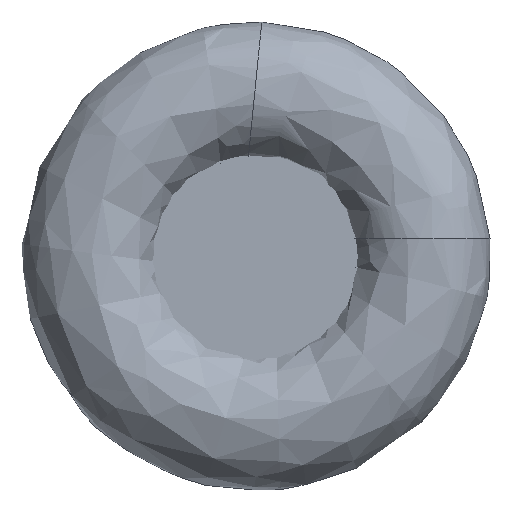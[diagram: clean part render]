
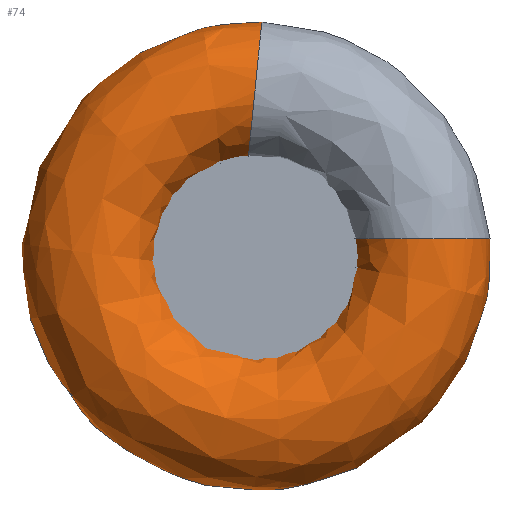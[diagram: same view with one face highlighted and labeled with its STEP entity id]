
A CAD part, left-side view. The second image highlights one B-rep face of the part: STEP entity #74.
In plain terms, the highlighted free-form (B-spline) face has degree [3, 3] with [7, 7] control points.
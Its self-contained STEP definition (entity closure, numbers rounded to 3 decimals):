
#74=ADVANCED_FACE('',(#96,#97),#94,.F.);
#94=(
BOUNDED_SURFACE()
B_SPLINE_SURFACE(3,3,((#382,#383,#384,#385,#386,#387,#388),(#389,#390,#391,
#392,#393,#394,#395),(#396,#397,#398,#399,#400,#401,#402),(#403,#404,#405,
#406,#407,#408,#409),(#410,#411,#412,#413,#414,#415,#416),(#417,#418,#419,
#420,#421,#422,#423),(#424,#425,#426,#427,#428,#429,#430)),
 .UNSPECIFIED.,.T.,.F.,.F.)
B_SPLINE_SURFACE_WITH_KNOTS((1,3,3,3,1),(4,3,4),(-0.5,0.,0.5,1.,1.5),(0.,
0.5,1.),.UNSPECIFIED.)
GEOMETRIC_REPRESENTATION_ITEM()
RATIONAL_B_SPLINE_SURFACE(((1.,0.573,0.573,1.,0.573,
0.573,1.),(0.333,0.191,0.191,
0.333,0.191,0.191,0.333),
(0.333,0.191,0.191,0.333,
0.191,0.191,0.333),(1.,0.573,
0.573,1.,0.573,0.573,1.),(0.333,
0.191,0.191,0.333,0.191,
0.191,0.333),(0.333,0.191,
0.191,0.333,0.191,0.191,
0.333),(1.,0.573,0.573,1.,0.573,
0.573,1.)))
REPRESENTATION_ITEM('')
SURFACE()
);
#96=FACE_BOUND('',#132,.T.);
#97=FACE_BOUND('',#133,.T.);
#132=EDGE_LOOP('',(#170));
#133=EDGE_LOOP('',(#171));
#170=ORIENTED_EDGE('',*,*,#227,.F.);
#171=ORIENTED_EDGE('',*,*,#228,.F.);
#208=VERTEX_POINT('',#379);
#209=VERTEX_POINT('',#381);
#227=EDGE_CURVE('',#208,#208,#246,.T.);
#228=EDGE_CURVE('',#209,#209,#247,.T.);
#246=CIRCLE('',#266,6.);
#247=CIRCLE('',#267,6.);
#266=AXIS2_PLACEMENT_3D('',#378,#304,#305);
#267=AXIS2_PLACEMENT_3D('',#380,#306,#307);
#304=DIRECTION('',(0.,-0.995,-0.099));
#305=DIRECTION('',(1.,0.,0.));
#306=DIRECTION('',(0.,0.,1.));
#307=DIRECTION('',(1.,0.,0.));
#378=CARTESIAN_POINT('',(6.,0.117,14.023));
#379=CARTESIAN_POINT('',(12.,0.117,14.023));
#380=CARTESIAN_POINT('',(6.,-13.944,1.5));
#381=CARTESIAN_POINT('',(12.,-13.944,1.5));
#382=CARTESIAN_POINT('',(12.,-13.944,1.5));
#383=CARTESIAN_POINT('',(12.,-15.571,-13.632));
#384=CARTESIAN_POINT('',(12.,-2.038,-20.595));
#385=CARTESIAN_POINT('',(12.,9.327,-10.472));
#386=CARTESIAN_POINT('',(12.,20.693,-0.35));
#387=CARTESIAN_POINT('',(12.,15.336,13.896));
#388=CARTESIAN_POINT('',(12.,0.117,14.023));
#389=CARTESIAN_POINT('',(12.,-1.944,1.5));
#390=CARTESIAN_POINT('',(12.,-3.571,-0.609));
#391=CARTESIAN_POINT('',(12.,-2.189,-2.887));
#392=CARTESIAN_POINT('',(12.,0.433,-2.416));
#393=CARTESIAN_POINT('',(12.,3.056,-1.946));
#394=CARTESIAN_POINT('',(12.,3.56,0.67));
#395=CARTESIAN_POINT('',(12.,1.301,2.082));
#396=CARTESIAN_POINT('',(0.,-1.944,1.5));
#397=CARTESIAN_POINT('',(0.,-3.571,-0.609));
#398=CARTESIAN_POINT('',(0.,-2.189,-2.887));
#399=CARTESIAN_POINT('',(0.,0.433,-2.416));
#400=CARTESIAN_POINT('',(0.,3.056,-1.946));
#401=CARTESIAN_POINT('',(0.,3.56,0.67));
#402=CARTESIAN_POINT('',(0.,1.301,2.082));
#403=CARTESIAN_POINT('',(0.,-13.944,1.5));
#404=CARTESIAN_POINT('',(0.,-15.571,-13.632));
#405=CARTESIAN_POINT('',(0.,-2.038,-20.595));
#406=CARTESIAN_POINT('',(0.,9.327,-10.472));
#407=CARTESIAN_POINT('',(0.,20.693,-0.35));
#408=CARTESIAN_POINT('',(0.,15.336,13.896));
#409=CARTESIAN_POINT('',(0.,0.117,14.023));
#410=CARTESIAN_POINT('',(0.,-25.944,1.5));
#411=CARTESIAN_POINT('',(0.,-27.571,-26.656));
#412=CARTESIAN_POINT('',(0.,-1.886,-38.303));
#413=CARTESIAN_POINT('',(0.,18.221,-18.528));
#414=CARTESIAN_POINT('',(0.,38.329,1.247));
#415=CARTESIAN_POINT('',(0.,27.112,27.123));
#416=CARTESIAN_POINT('',(0.,-1.067,25.965));
#417=CARTESIAN_POINT('',(12.,-25.944,1.5));
#418=CARTESIAN_POINT('',(12.,-27.571,-26.656));
#419=CARTESIAN_POINT('',(12.,-1.886,-38.303));
#420=CARTESIAN_POINT('',(12.,18.221,-18.528));
#421=CARTESIAN_POINT('',(12.,38.329,1.247));
#422=CARTESIAN_POINT('',(12.,27.112,27.123));
#423=CARTESIAN_POINT('',(12.,-1.067,25.965));
#424=CARTESIAN_POINT('',(12.,-13.944,1.5));
#425=CARTESIAN_POINT('',(12.,-15.571,-13.632));
#426=CARTESIAN_POINT('',(12.,-2.038,-20.595));
#427=CARTESIAN_POINT('',(12.,9.327,-10.472));
#428=CARTESIAN_POINT('',(12.,20.693,-0.35));
#429=CARTESIAN_POINT('',(12.,15.336,13.896));
#430=CARTESIAN_POINT('',(12.,0.117,14.023));
